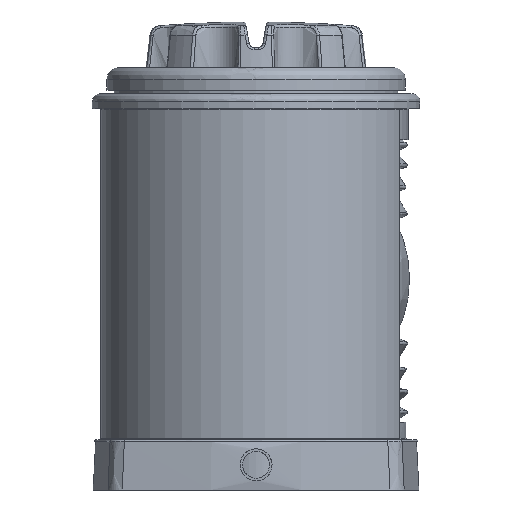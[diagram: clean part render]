
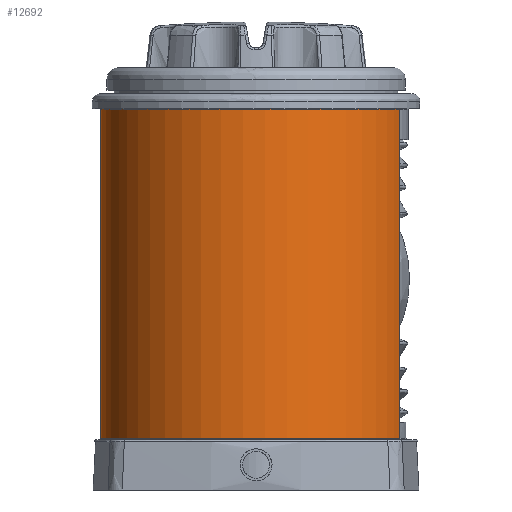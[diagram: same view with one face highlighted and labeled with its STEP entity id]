
A CAD part, left-side view. The second image highlights one B-rep face of the part: STEP entity #12692.
In plain terms, the highlighted free-form (B-spline) face has degree [2, 1] with [5, 2] control points.
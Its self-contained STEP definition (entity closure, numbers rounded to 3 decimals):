
#12692 = ADVANCED_FACE('',(#12693),#12729,.T.);
#12693 = FACE_BOUND('',#12694,.T.);
#12694 = EDGE_LOOP('',(#12695,#12707,#12714,#12724));
#12695 = ORIENTED_EDGE('',*,*,#12696,.T.);
#12696 = EDGE_CURVE('',#12697,#12699,#12701,.T.);
#12697 = VERTEX_POINT('',#12698);
#12698 = CARTESIAN_POINT('',(72.953,0.,
    -85.997));
#12699 = VERTEX_POINT('',#12700);
#12700 = CARTESIAN_POINT('',(-27.918,-67.4,
    -85.997));
#12701 = ( BOUNDED_CURVE() B_SPLINE_CURVE(2,(#12702,#12703,#12704,#12705
,#12706),.UNSPECIFIED.,.F.,.F.) B_SPLINE_CURVE_WITH_KNOTS((3,2,3),(0.,
2.16,4.32),.PIECEWISE_BEZIER_KNOTS.) CURVE() 
GEOMETRIC_REPRESENTATION_ITEM() RATIONAL_B_SPLINE_CURVE((1.,
0.471,1.,0.471,1.)) REPRESENTATION_ITEM('') );
#12702 = CARTESIAN_POINT('',(72.953,0.,
    -85.997));
#12703 = CARTESIAN_POINT('',(72.953,136.486,
    -85.997));
#12704 = CARTESIAN_POINT('',(-40.531,60.658,
    -85.997));
#12705 = CARTESIAN_POINT('',(-154.014,-15.169,
    -85.997));
#12706 = CARTESIAN_POINT('',(-27.918,-67.4,
    -85.997));
#12707 = ORIENTED_EDGE('',*,*,#12708,.F.);
#12708 = EDGE_CURVE('',#12709,#12699,#12711,.T.);
#12709 = VERTEX_POINT('',#12710);
#12710 = CARTESIAN_POINT('',(-27.918,-67.4,
    68.682));
#12711 = B_SPLINE_CURVE_WITH_KNOTS('',1,(#12712,#12713),.UNSPECIFIED.,
  .F.,.F.,(2,2),(0.,134.),.PIECEWISE_BEZIER_KNOTS.);
#12712 = CARTESIAN_POINT('',(-27.918,-67.4,
    68.682));
#12713 = CARTESIAN_POINT('',(-27.918,-67.4,
    -85.997));
#12714 = ORIENTED_EDGE('',*,*,#12715,.F.);
#12715 = EDGE_CURVE('',#12716,#12709,#12718,.T.);
#12716 = VERTEX_POINT('',#12717);
#12717 = CARTESIAN_POINT('',(72.953,0.,
    68.682));
#12718 = ( BOUNDED_CURVE() B_SPLINE_CURVE(2,(#12719,#12720,#12721,#12722
,#12723),.UNSPECIFIED.,.F.,.F.) B_SPLINE_CURVE_WITH_KNOTS((3,2,3),(0.,
2.16,4.32),.PIECEWISE_BEZIER_KNOTS.) CURVE() 
GEOMETRIC_REPRESENTATION_ITEM() RATIONAL_B_SPLINE_CURVE((1.,
0.471,1.,0.471,1.)) REPRESENTATION_ITEM('') );
#12719 = CARTESIAN_POINT('',(72.953,0.,
    68.682));
#12720 = CARTESIAN_POINT('',(72.953,136.486,
    68.682));
#12721 = CARTESIAN_POINT('',(-40.531,60.658,
    68.682));
#12722 = CARTESIAN_POINT('',(-154.014,-15.169,
    68.682));
#12723 = CARTESIAN_POINT('',(-27.918,-67.4,
    68.682));
#12724 = ORIENTED_EDGE('',*,*,#12725,.T.);
#12725 = EDGE_CURVE('',#12716,#12697,#12726,.T.);
#12726 = B_SPLINE_CURVE_WITH_KNOTS('',1,(#12727,#12728),.UNSPECIFIED.,
  .F.,.F.,(2,2),(0.,134.),.PIECEWISE_BEZIER_KNOTS.);
#12727 = CARTESIAN_POINT('',(72.953,0.,
    68.682));
#12728 = CARTESIAN_POINT('',(72.953,0.,
    -85.997));
#12729 = ( BOUNDED_SURFACE() B_SPLINE_SURFACE(2,1,(
    (#12730,#12731)
    ,(#12732,#12733)
    ,(#12734,#12735)
    ,(#12736,#12737)
    ,(#12738,#12739
)),.UNSPECIFIED.,.F.,.F.,.F.) B_SPLINE_SURFACE_WITH_KNOTS((3,2,3),(2,2),
  (-1.178,0.982,3.142),(0.,134.),
.UNSPECIFIED.) GEOMETRIC_REPRESENTATION_ITEM() RATIONAL_B_SPLINE_SURFACE
((
    (1.,1.)
    ,(0.471,0.471)
    ,(1.,1.)
    ,(0.471,0.471)
,(1.,1.))) REPRESENTATION_ITEM('') SURFACE() );
#12730 = CARTESIAN_POINT('',(-27.918,-67.4,
    68.682));
#12731 = CARTESIAN_POINT('',(-27.918,-67.4,
    -85.997));
#12732 = CARTESIAN_POINT('',(-154.014,-15.169,
    68.682));
#12733 = CARTESIAN_POINT('',(-154.014,-15.169,
    -85.997));
#12734 = CARTESIAN_POINT('',(-40.531,60.658,
    68.682));
#12735 = CARTESIAN_POINT('',(-40.531,60.658,
    -85.997));
#12736 = CARTESIAN_POINT('',(72.953,136.486,
    68.682));
#12737 = CARTESIAN_POINT('',(72.953,136.486,
    -85.997));
#12738 = CARTESIAN_POINT('',(72.953,0.,
    68.682));
#12739 = CARTESIAN_POINT('',(72.953,0.,
    -85.997));
